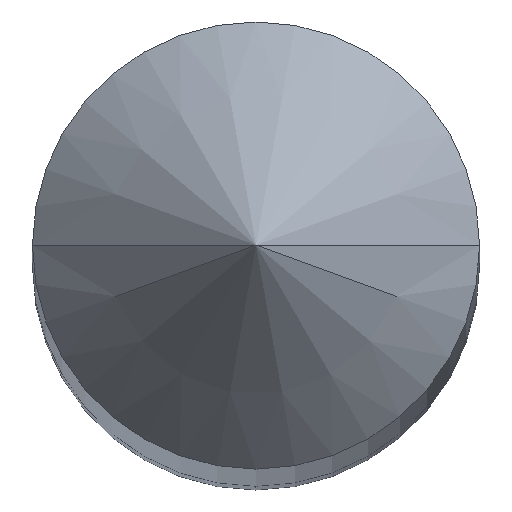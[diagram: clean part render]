
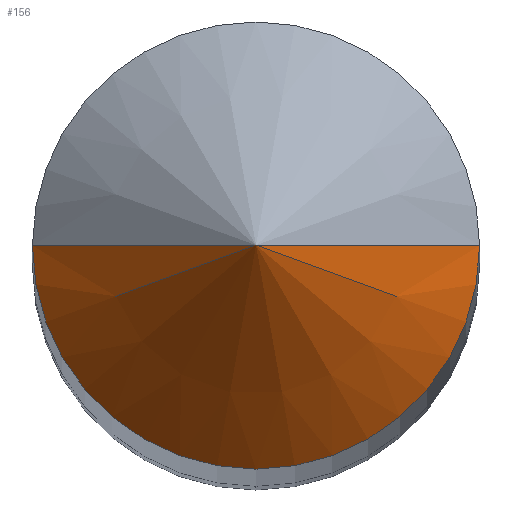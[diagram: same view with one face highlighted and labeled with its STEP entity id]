
A CAD part, top view. The second image highlights one B-rep face of the part: STEP entity #156.
In plain terms, the highlighted conical face has half-angle 45 degrees and reference radius 0.45 mm.
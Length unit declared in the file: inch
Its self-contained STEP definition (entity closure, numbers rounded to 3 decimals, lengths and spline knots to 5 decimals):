
#1 = LINE ( 'NONE', #102, #354 ) ;
#4 = EDGE_CURVE ( 'NONE', #62, #194, #1, .T. ) ;
#45 = DIRECTION ( 'NONE',  ( 1., 0., 0. ) ) ;
#54 = VERTEX_POINT ( 'NONE', #208 ) ;
#58 = AXIS2_PLACEMENT_3D ( 'NONE', #158, #135, #45 ) ;
#62 = VERTEX_POINT ( 'NONE', #340 ) ;
#86 = AXIS2_PLACEMENT_3D ( 'NONE', #224, #305, #163 ) ;
#102 = CARTESIAN_POINT ( 'NONE',  ( 0.0177, 0., -0.03125 ) ) ;
#108 = VECTOR ( 'NONE', #293, 39.37008 ) ;
#118 = EDGE_LOOP ( 'NONE', ( #169, #330, #309 ) ) ;
#135 = DIRECTION ( 'NONE',  ( 0., 0., 1. ) ) ;
#156 = ADVANCED_FACE ( 'NONE', ( #192 ), #300, .T. ) ;
#158 = CARTESIAN_POINT ( 'NONE',  ( 0., 0., -0.03125 ) ) ;
#163 = DIRECTION ( 'NONE',  ( -1., 0., 0. ) ) ;
#169 = ORIENTED_EDGE ( 'NONE', *, *, #4, .F. ) ;
#173 = CIRCLE ( 'NONE', #58, 0.0177 ) ;
#184 = LINE ( 'NONE', #267, #108 ) ;
#192 = FACE_OUTER_BOUND ( 'NONE', #118, .T. ) ;
#194 = VERTEX_POINT ( 'NONE', #328 ) ;
#208 = CARTESIAN_POINT ( 'NONE',  ( -0.0177, 0., -0.03125 ) ) ;
#215 = DIRECTION ( 'NONE',  ( 0.707, 0., -0.707 ) ) ;
#224 = CARTESIAN_POINT ( 'NONE',  ( 0., 0., -0.03125 ) ) ;
#267 = CARTESIAN_POINT ( 'NONE',  ( -0.0177, 0., -0.03125 ) ) ;
#284 = EDGE_CURVE ( 'NONE', #54, #194, #173, .T. ) ;
#287 = EDGE_CURVE ( 'NONE', #62, #54, #184, .T. ) ;
#293 = DIRECTION ( 'NONE',  ( -0.707, 0., -0.707 ) ) ;
#300 = CONICAL_SURFACE ( 'NONE', #86, 0.0177, 0.785 ) ;
#305 = DIRECTION ( 'NONE',  ( 0., 0., -1. ) ) ;
#309 = ORIENTED_EDGE ( 'NONE', *, *, #284, .T. ) ;
#328 = CARTESIAN_POINT ( 'NONE',  ( 0.0177, 0., -0.03125 ) ) ;
#330 = ORIENTED_EDGE ( 'NONE', *, *, #287, .T. ) ;
#340 = CARTESIAN_POINT ( 'NONE',  ( 0., 0., -0.01355 ) ) ;
#354 = VECTOR ( 'NONE', #215, 39.37008 ) ;
